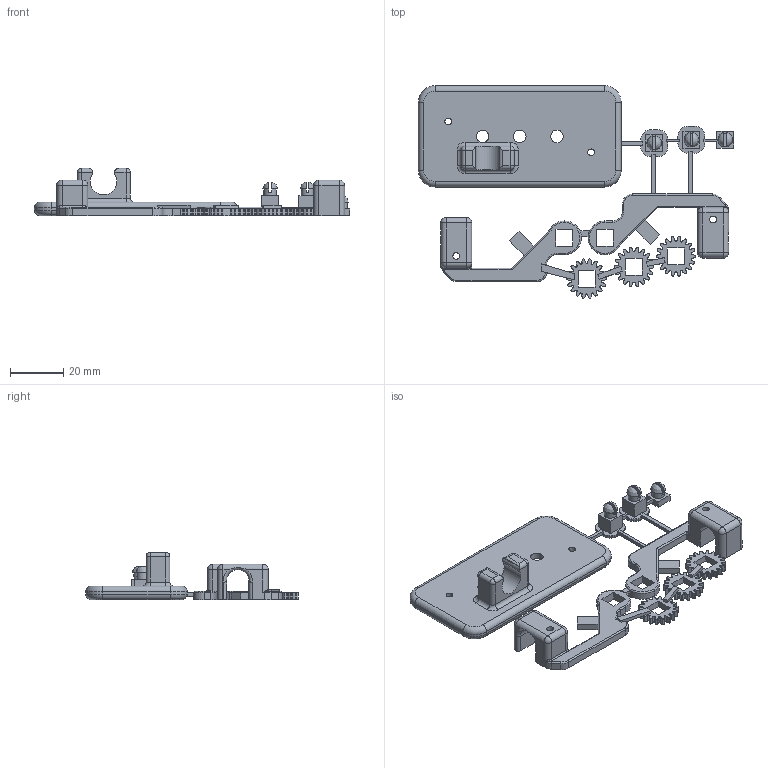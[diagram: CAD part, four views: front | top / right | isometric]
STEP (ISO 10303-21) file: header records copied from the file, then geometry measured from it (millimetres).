
FILE_DESCRIPTION(/* description */ (''),/* implementation_level */ '2;1');
FILE_NAME(/* name */ 'Chuckey_Production v5.step',/* time_stamp */ '2020-03-08T17:08:07-04:00',/* author */ (''),/* organization */ (''),/* preprocessor_version */ 'ST-DEVELOPER v18',/* originating_system */ 'Autodesk Translation Framework v8.12.0.6',/* authorisation */ '');
FILE_SCHEMA (('AUTOMOTIVE_DESIGN { 1 0 10303 214 3 1 1 }'));
Products named in the file (10): Chuckey_Production; Arm; Spur Gear (18 teeth); Spur Gear 2 (1); Spur Gear 3 (2); Revised Plate; Keeper2; Keeper1; Keeper3; Arm2
Assembly tree (9 placements, depth 2):
  Chuckey_Production
    Arm
    Spur Gear (18 teeth)
    Spur Gear 2 (1)
    Spur Gear 3 (2)
    Revised Plate
    Keeper2
    Keeper1
    Keeper3
    Arm2
Bounding box: 118.45 x 79.88 x 17.78 mm (x, y, z)
Volume: 21391.3 mm3; surface area: 15494.6 mm2
Topology: 1 solids, 1 shells, 811 faces, 2257 edges, 1454 vertices
Faces by surface type: cylinder 339, plane 292, bspline 122, torus 46, sphere 12
Full cylindrical faces by diameter (mm): 2.54 x4, 4.699 x6
Entity records: 54773 total; most frequent: CARTESIAN_POINT 34172, ORIENTED_EDGE 4506, DIRECTION 4148, EDGE_CURVE 2253, AXIS2_PLACEMENT_3D 1456, VERTEX_POINT 1454, LINE 1236, VECTOR 1236
